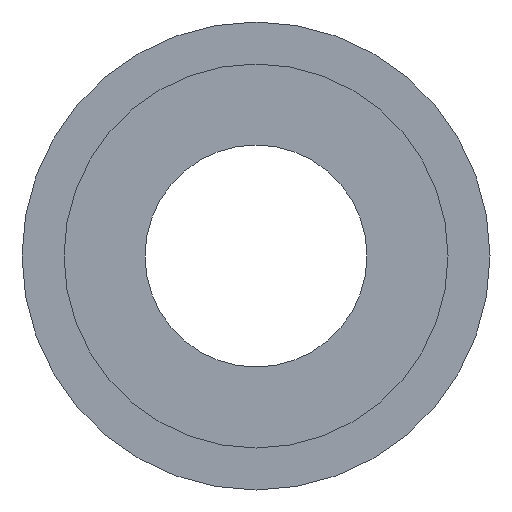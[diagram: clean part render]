
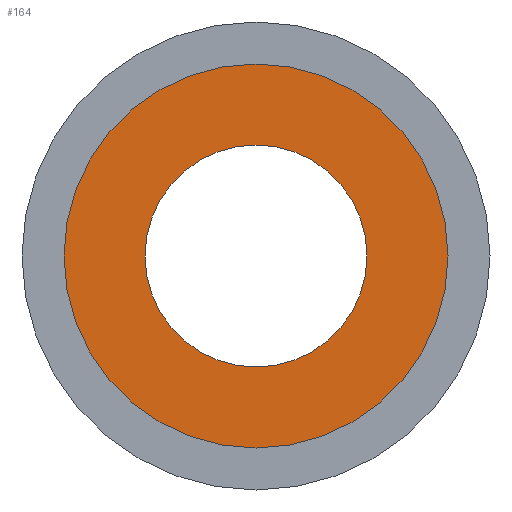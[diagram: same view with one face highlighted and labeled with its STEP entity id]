
A CAD part, front view. The second image highlights one B-rep face of the part: STEP entity #164.
In plain terms, the highlighted planar face has unit normal (0, -1, 0).
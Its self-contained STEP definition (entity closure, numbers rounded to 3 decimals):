
#13 = EDGE_LOOP ( 'NONE', ( #190 ) ) ;
#14 = CARTESIAN_POINT ( 'NONE',  ( 0., 0., 0. ) ) ;
#19 = VERTEX_POINT ( 'NONE', #151 ) ;
#24 = EDGE_CURVE ( 'NONE', #71, #71, #177, .T. ) ;
#33 = DIRECTION ( 'NONE',  ( 0., 1., 0. ) ) ;
#50 = AXIS2_PLACEMENT_3D ( 'NONE', #52, #67, #210 ) ;
#52 = CARTESIAN_POINT ( 'NONE',  ( 0., 0., 0. ) ) ;
#56 = DIRECTION ( 'NONE',  ( -1., 0., 0. ) ) ;
#67 = DIRECTION ( 'NONE',  ( 0., -1., 0. ) ) ;
#71 = VERTEX_POINT ( 'NONE', #101 ) ;
#81 = AXIS2_PLACEMENT_3D ( 'NONE', #14, #33, #147 ) ;
#84 = FACE_BOUND ( 'NONE', #122, .T. ) ;
#85 = FACE_OUTER_BOUND ( 'NONE', #13, .T. ) ;
#101 = CARTESIAN_POINT ( 'NONE',  ( 0., 0., -9.25 ) ) ;
#107 = EDGE_CURVE ( 'NONE', #19, #19, #145, .T. ) ;
#122 = EDGE_LOOP ( 'NONE', ( #205 ) ) ;
#136 = CARTESIAN_POINT ( 'NONE',  ( 0., 0., 0. ) ) ;
#145 = CIRCLE ( 'NONE', #81, 16. ) ;
#147 = DIRECTION ( 'NONE',  ( -1., 0., 0. ) ) ;
#151 = CARTESIAN_POINT ( 'NONE',  ( -16., 0., 0. ) ) ;
#153 = PLANE ( 'NONE',  #180 ) ;
#164 = ADVANCED_FACE ( 'NONE', ( #84, #85 ), #153, .F. ) ;
#177 = CIRCLE ( 'NONE', #50, 9.25 ) ;
#180 = AXIS2_PLACEMENT_3D ( 'NONE', #136, #201, #56 ) ;
#190 = ORIENTED_EDGE ( 'NONE', *, *, #107, .F. ) ;
#201 = DIRECTION ( 'NONE',  ( 0., 1., 0. ) ) ;
#205 = ORIENTED_EDGE ( 'NONE', *, *, #24, .F. ) ;
#210 = DIRECTION ( 'NONE',  ( 0., 0., -1. ) ) ;
